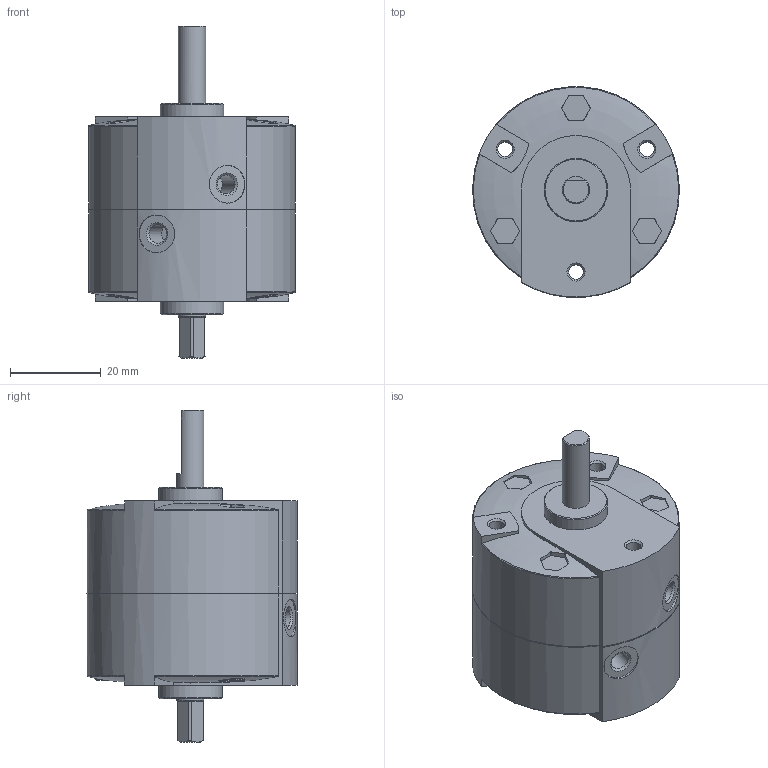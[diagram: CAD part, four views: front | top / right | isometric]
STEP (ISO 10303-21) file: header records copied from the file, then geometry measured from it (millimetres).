
FILE_DESCRIPTION(/* description */ ('STEP AP214'),/* implementation_level */ '2;1');
FILE_NAME(/* name */ '2536487_DRVS-12-90-P-EX4',/* time_stamp */ '2024-08-21T02:48:57+02:00',/* author */ ('License CC BY-ND 4.0'),/* organization */ ('CADENAS'),/* preprocessor_version */ 'ST-DEVELOPER v19.3',/* originating_system */ 'PARTsolutions',/* authorisation */ ' ');
FILE_SCHEMA (('AUTOMOTIVE_DESIGN {1 0 10303 214 3 1 1}'));
Length unit declared in the file: millimetre
Products named in the file (3): 2536487 DRVS-12-90-P-EX4--(45); 2536487 DRVS-12-90-P-EX4_gehaeuse; 2536487 DRVS-12-90-P-EX4--(45)_welle
Assembly tree (2 placements, depth 2):
  2536487 DRVS-12-90-P-EX4--(45)
    2536487 DRVS-12-90-P-EX4_gehaeuse
    2536487 DRVS-12-90-P-EX4--(45)_welle
Bounding box: 45.49 x 46.22 x 73 mm (x, y, z)
Volume: 64227.6 mm3; surface area: 15254.1 mm2
Topology: 2 solids, 2 shells, 226 faces, 545 edges, 354 vertices
Faces by surface type: plane 139, cylinder 58, cone 18, torus 11
Full cylindrical faces by diameter (mm): 3.242 x6, 4 x3, 4.134 x2, 5.5 x3, 6 x4, 8.3 x2, 14 x2
Entity records: 6491 total; most frequent: CARTESIAN_POINT 1380, ORIENTED_EDGE 1000, DIRECTION 996, EDGE_CURVE 500, AXIS2_PLACEMENT_3D 361, VERTEX_POINT 347, EDGE_LOOP 303, FACE_BOUND 303
